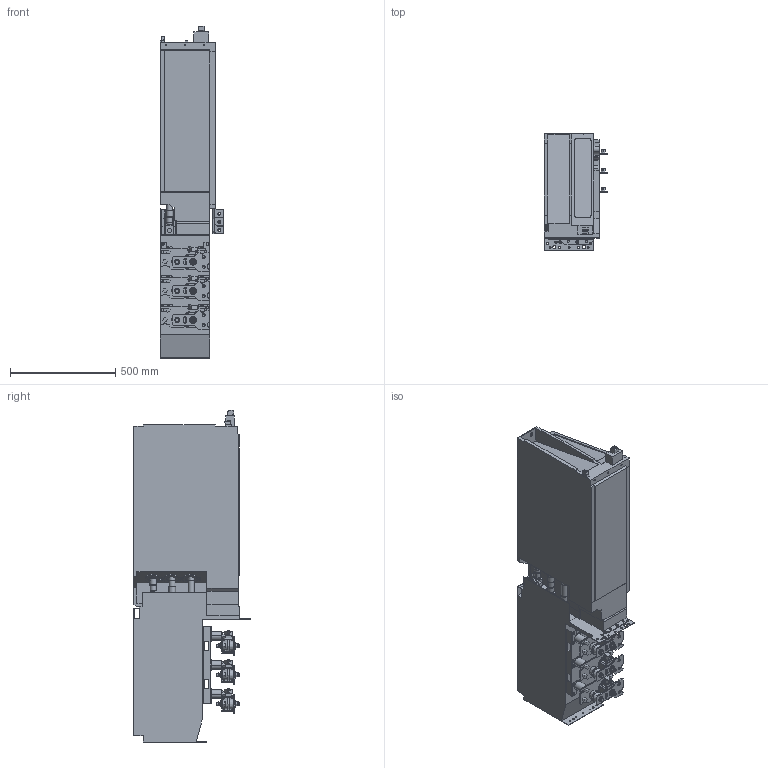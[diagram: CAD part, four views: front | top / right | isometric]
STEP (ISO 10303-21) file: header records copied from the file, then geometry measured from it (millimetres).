
FILE_DESCRIPTION(/* description */ (''),/* implementation_level */ '2;1');
FILE_NAME(/* name */ 'MCAD-OF7Z3-M-AF-05-514A-A1-C54-Fx_A.stp',/* time_stamp */ '2023-04-20T09:25:34+03:00',/* author */ (''),/* organization */ (''),/* preprocessor_version */ 'ST-DEVELOPER v16.7',/* originating_system */ 'SIEMENS PLM Software NX 1892',/* authorisation */ '');
FILE_SCHEMA (('AUTOMOTIVE_DESIGN { 1 0 10303 214 3 1 1 1 }'));
Products named in the file (1): MCAD-OF7Z3-M-AF-05-514A-A1-xxx-Fx
Bounding box: 300 x 553 x 1574.71 mm (x, y, z)
Volume: 147965652 mm3; surface area: 3362971 mm2
Topology: 69 solids, 71 shells, 3409 faces, 8887 edges, 5777 vertices
Faces by surface type: plane 2352, cylinder 652, cone 264, extrusion 46, revolution 32, bspline 30, sphere 24, torus 9
Full cylindrical faces by diameter (mm): 3.3 x6, 4 x15, 5 x6, 7.5 x3, 8 x30, 8.5 x6, 10 x6, 10.3 x9, 10.5 x6, 10.579 x6, 11.2 x6, 12 x6, 13 x12, 14.5 x9, 21 x3, 25 x6, 26 x4, 28 x3, 29 x6, 32 x9, 46 x6
Entity records: 115195 total; most frequent: CARTESIAN_POINT 24960, ORIENTED_EDGE 16872, DIRECTION 16438, EDGE_CURVE 8436, VERTEX_POINT 5663, VECTOR 5546, LINE 5500, AXIS2_PLACEMENT_3D 5430
